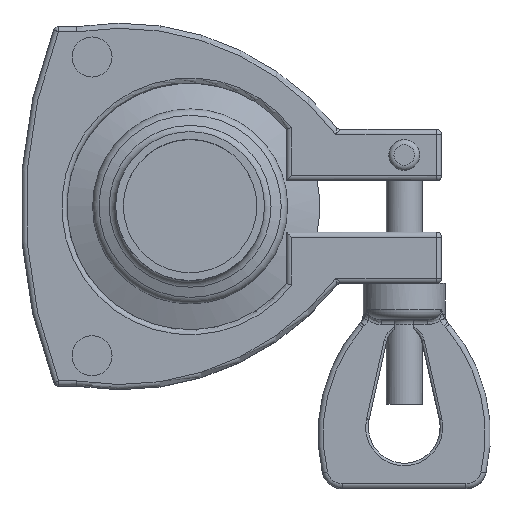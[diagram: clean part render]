
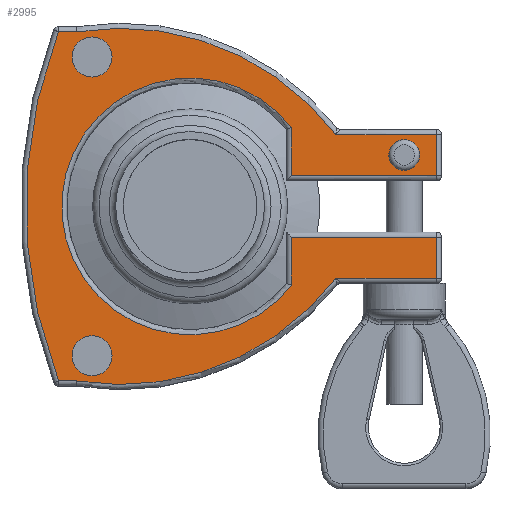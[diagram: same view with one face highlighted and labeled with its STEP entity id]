
A CAD part, top view. The second image highlights one B-rep face of the part: STEP entity #2995.
In plain terms, the highlighted planar face has unit normal (0, 0, 1).
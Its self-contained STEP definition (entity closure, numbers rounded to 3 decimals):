
#46=FACE_BOUND('',#918,.T.);
#47=FACE_BOUND('',#919,.T.);
#48=FACE_BOUND('',#920,.T.);
#112=PLANE('',#3341);
#167=LINE('',#4379,#305);
#178=LINE('',#4546,#316);
#270=LINE('',#6191,#408);
#273=LINE('',#6301,#411);
#274=LINE('',#6313,#412);
#280=LINE('',#6342,#418);
#281=LINE('',#6347,#419);
#282=LINE('',#6355,#420);
#295=LINE('',#6432,#433);
#297=LINE('',#6473,#435);
#305=VECTOR('',#3409,3.575);
#316=VECTOR('',#3486,3.575);
#408=VECTOR('',#3998,19.628);
#411=VECTOR('',#4031,8.);
#412=VECTOR('',#4050,28.265);
#418=VECTOR('',#4072,28.265);
#419=VECTOR('',#4079,8.);
#420=VECTOR('',#4094,19.628);
#433=VECTOR('',#4149,9.347);
#435=VECTOR('',#4159,9.347);
#694=FACE_OUTER_BOUND('',#917,.T.);
#917=EDGE_LOOP('',(#2699,#2700,#2701,#2702,#2703,#2704,#2705,#2706,#2707,
#2708,#2709,#2710,#2711,#2712));
#918=EDGE_LOOP('',(#2713));
#919=EDGE_LOOP('',(#2714));
#920=EDGE_LOOP('',(#2715));
#1049=CIRCLE('',#3027,52.7);
#1064=CIRCLE('',#3052,94.);
#1157=CIRCLE('',#3209,3.);
#1176=CIRCLE('',#3252,3.9);
#1180=CIRCLE('',#3260,3.9);
#1185=CIRCLE('',#3270,52.7);
#1211=CIRCLE('',#3337,25.);
#1234=VERTEX_POINT('',#4285);
#1240=VERTEX_POINT('',#4364);
#1242=VERTEX_POINT('',#4377);
#1248=VERTEX_POINT('',#4470);
#1259=VERTEX_POINT('',#4529);
#1383=VERTEX_POINT('',#5925);
#1432=VERTEX_POINT('',#6069);
#1436=VERTEX_POINT('',#6081);
#1440=VERTEX_POINT('',#6124);
#1442=VERTEX_POINT('',#6189);
#1446=VERTEX_POINT('',#6299);
#1448=VERTEX_POINT('',#6311);
#1449=VERTEX_POINT('',#6315);
#1457=VERTEX_POINT('',#6341);
#1458=VERTEX_POINT('',#6345);
#1467=VERTEX_POINT('',#6431);
#1469=VERTEX_POINT('',#6452);
#1500=EDGE_CURVE('',#1234,#1240,#1049,.T.);
#1504=EDGE_CURVE('',#1242,#1234,#167,.T.);
#1531=EDGE_CURVE('',#1259,#1242,#1064,.T.);
#1539=EDGE_CURVE('',#1248,#1259,#178,.T.);
#1742=EDGE_CURVE('',#1383,#1383,#1157,.T.);
#1809=EDGE_CURVE('',#1432,#1432,#1176,.T.);
#1813=EDGE_CURVE('',#1436,#1436,#1180,.T.);
#1822=EDGE_CURVE('',#1440,#1248,#1185,.T.);
#1825=EDGE_CURVE('',#1442,#1440,#270,.T.);
#1839=EDGE_CURVE('',#1446,#1442,#273,.T.);
#1845=EDGE_CURVE('',#1448,#1446,#274,.T.);
#1857=EDGE_CURVE('',#1449,#1457,#280,.T.);
#1860=EDGE_CURVE('',#1458,#1449,#281,.T.);
#1864=EDGE_CURVE('',#1240,#1458,#282,.T.);
#1887=EDGE_CURVE('',#1457,#1467,#295,.T.);
#1890=EDGE_CURVE('',#1467,#1469,#1211,.T.);
#1893=EDGE_CURVE('',#1469,#1448,#297,.T.);
#2699=ORIENTED_EDGE('',*,*,#1857,.F.);
#2700=ORIENTED_EDGE('',*,*,#1860,.F.);
#2701=ORIENTED_EDGE('',*,*,#1864,.F.);
#2702=ORIENTED_EDGE('',*,*,#1500,.F.);
#2703=ORIENTED_EDGE('',*,*,#1504,.F.);
#2704=ORIENTED_EDGE('',*,*,#1531,.F.);
#2705=ORIENTED_EDGE('',*,*,#1539,.F.);
#2706=ORIENTED_EDGE('',*,*,#1822,.F.);
#2707=ORIENTED_EDGE('',*,*,#1825,.F.);
#2708=ORIENTED_EDGE('',*,*,#1839,.F.);
#2709=ORIENTED_EDGE('',*,*,#1845,.F.);
#2710=ORIENTED_EDGE('',*,*,#1893,.F.);
#2711=ORIENTED_EDGE('',*,*,#1890,.F.);
#2712=ORIENTED_EDGE('',*,*,#1887,.F.);
#2713=ORIENTED_EDGE('',*,*,#1742,.T.);
#2714=ORIENTED_EDGE('',*,*,#1809,.T.);
#2715=ORIENTED_EDGE('',*,*,#1813,.T.);
#2995=ADVANCED_FACE('',(#694,#46,#47,#48),#112,.T.);
#3027=AXIS2_PLACEMENT_3D('',#4365,#3402,#3403);
#3052=AXIS2_PLACEMENT_3D('',#4531,#3462,#3463);
#3209=AXIS2_PLACEMENT_3D('',#5926,#3822,#3823);
#3252=AXIS2_PLACEMENT_3D('',#6070,#3954,#3955);
#3260=AXIS2_PLACEMENT_3D('',#6082,#3970,#3971);
#3270=AXIS2_PLACEMENT_3D('',#6186,#3991,#3992);
#3337=AXIS2_PLACEMENT_3D('',#6453,#4153,#4154);
#3341=AXIS2_PLACEMENT_3D('',#6476,#4163,#4164);
#3402=DIRECTION('center_axis',(0.,0.,-1.));
#3403=DIRECTION('ref_axis',(0.365,0.931,0.));
#3409=DIRECTION('',(1.,0.,0.));
#3462=DIRECTION('center_axis',(0.,0.,-1.));
#3463=DIRECTION('ref_axis',(-1.,0.,0.));
#3486=DIRECTION('',(-1.,0.,0.));
#3822=DIRECTION('center_axis',(0.,0.,-1.));
#3823=DIRECTION('ref_axis',(-1.,0.,0.));
#3954=DIRECTION('center_axis',(0.,0.,-1.));
#3955=DIRECTION('ref_axis',(-1.,0.,0.));
#3970=DIRECTION('center_axis',(0.,0.,-1.));
#3971=DIRECTION('ref_axis',(-1.,0.,0.));
#3991=DIRECTION('center_axis',(0.,0.,-1.));
#3992=DIRECTION('ref_axis',(0.365,-0.931,0.));
#3998=DIRECTION('',(-1.,0.,0.));
#4031=DIRECTION('',(0.,-1.,0.));
#4050=DIRECTION('',(1.,0.,0.));
#4072=DIRECTION('',(-1.,0.,0.));
#4079=DIRECTION('',(0.,-1.,0.));
#4094=DIRECTION('',(1.,0.,0.));
#4149=DIRECTION('',(0.,1.,0.));
#4153=DIRECTION('center_axis',(0.,0.,1.));
#4154=DIRECTION('ref_axis',(-1.,0.,0.));
#4159=DIRECTION('',(0.,1.,0.));
#4163=DIRECTION('center_axis',(0.,0.,1.));
#4164=DIRECTION('ref_axis',(1.,0.,0.));
#4285=CARTESIAN_POINT('',(-22.061,34.,9.05));
#4364=CARTESIAN_POINT('',(28.372,14.,9.05));
#4365=CARTESIAN_POINT('Origin',(-13.5,-18.,9.05));
#4377=CARTESIAN_POINT('',(-25.636,34.,9.05));
#4379=CARTESIAN_POINT('',(-7.072,34.,9.05));
#4470=CARTESIAN_POINT('',(-22.061,-34.,9.05));
#4529=CARTESIAN_POINT('',(-25.636,-34.,9.05));
#4531=CARTESIAN_POINT('Origin',(62.,0.,9.05));
#4546=CARTESIAN_POINT('',(-9.16,-34.,9.05));
#5925=CARTESIAN_POINT('',(44.7,10.,9.05));
#5926=CARTESIAN_POINT('Origin',(41.7,10.,9.05));
#6069=CARTESIAN_POINT('',(-15.2,29.1,9.05));
#6070=CARTESIAN_POINT('Origin',(-19.1,29.1,9.05));
#6081=CARTESIAN_POINT('',(-15.2,-29.1,9.05));
#6082=CARTESIAN_POINT('Origin',(-19.1,-29.1,9.05));
#6124=CARTESIAN_POINT('',(28.372,-14.,9.05));
#6186=CARTESIAN_POINT('Origin',(-13.5,18.,9.05));
#6189=CARTESIAN_POINT('',(48.,-14.,9.05));
#6191=CARTESIAN_POINT('',(18.431,-14.,9.05));
#6299=CARTESIAN_POINT('',(48.,-6.,9.05));
#6301=CARTESIAN_POINT('',(48.,-7.5,9.05));
#6311=CARTESIAN_POINT('',(19.735,-6.,9.05));
#6313=CARTESIAN_POINT('',(28.499,-6.,9.05));
#6315=CARTESIAN_POINT('',(48.,6.,9.05));
#6341=CARTESIAN_POINT('',(19.735,6.,9.05));
#6342=CARTESIAN_POINT('',(13.367,6.,9.05));
#6345=CARTESIAN_POINT('',(48.,14.,9.05));
#6347=CARTESIAN_POINT('',(48.,2.5,9.05));
#6355=CARTESIAN_POINT('',(28.499,14.,9.05));
#6431=CARTESIAN_POINT('',(19.735,15.347,9.05));
#6432=CARTESIAN_POINT('',(19.735,7.5,9.05));
#6452=CARTESIAN_POINT('',(19.735,-15.347,9.05));
#6453=CARTESIAN_POINT('Origin',(0.,0.,9.05));
#6473=CARTESIAN_POINT('',(19.735,-2.5,9.05));
#6476=CARTESIAN_POINT('Origin',(7.998,0.,9.05));
